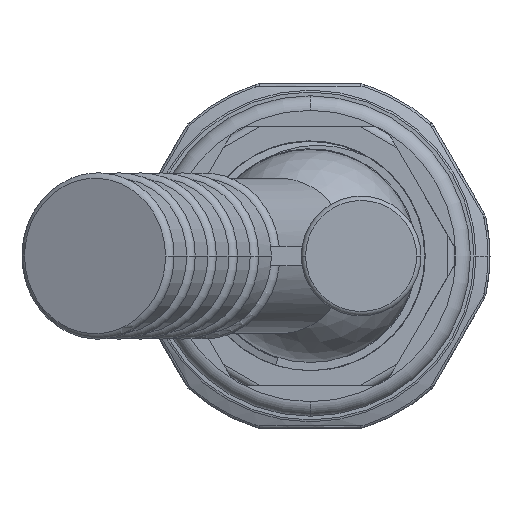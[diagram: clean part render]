
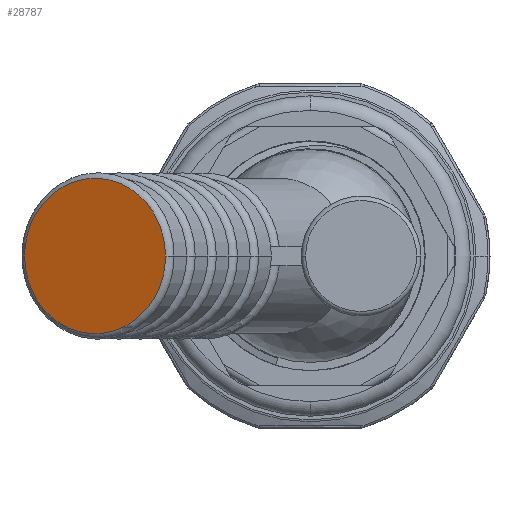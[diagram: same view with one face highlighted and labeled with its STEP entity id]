
A CAD part, front view. The second image highlights one B-rep face of the part: STEP entity #28787.
In plain terms, the highlighted planar face has unit normal (-0.423, -0.906, 0).
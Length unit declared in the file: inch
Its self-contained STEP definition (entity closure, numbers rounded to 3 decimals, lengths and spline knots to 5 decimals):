
#12923=CARTESIAN_POINT('',(-1.56821,-5.53367,0.));
#12924=CARTESIAN_POINT('',(-1.56818,-5.53369,
-0.01634));
#12925=CARTESIAN_POINT('',(-1.56641,-5.53451,
-0.04892));
#12926=CARTESIAN_POINT('',(-1.55872,-5.5381,
-0.09787));
#12927=CARTESIAN_POINT('',(-1.54583,-5.54411,
-0.14566));
#12928=CARTESIAN_POINT('',(-1.52798,-5.55243,
-0.19153));
#12929=CARTESIAN_POINT('',(-1.50547,-5.56293,
-0.23466));
#12930=CARTESIAN_POINT('',(-1.47858,-5.57547,
-0.27462));
#12931=CARTESIAN_POINT('',(-1.44762,-5.5899,
-0.31091));
#12932=CARTESIAN_POINT('',(-1.41304,-5.60603,
-0.34299));
#12933=CARTESIAN_POINT('',(-1.37534,-5.62361,
-0.37039));
#12934=CARTESIAN_POINT('',(-1.33501,-5.64242,
-0.39278));
#12935=CARTESIAN_POINT('',(-1.29258,-5.6622,
-0.40984));
#12936=CARTESIAN_POINT('',(-1.24864,-5.68269,
-0.42135));
#12937=CARTESIAN_POINT('',(-1.20379,-5.7036,
-0.42714));
#12938=CARTESIAN_POINT('',(-1.15864,-5.72466,
-0.42714));
#12939=CARTESIAN_POINT('',(-1.11379,-5.74557,
-0.42135));
#12940=CARTESIAN_POINT('',(-1.06986,-5.76606,
-0.40984));
#12941=CARTESIAN_POINT('',(-1.02743,-5.78584,
-0.39278));
#12942=CARTESIAN_POINT('',(-0.9871,-5.80465,
-0.37039));
#12943=CARTESIAN_POINT('',(-0.94939,-5.82223,
-0.34299));
#12944=CARTESIAN_POINT('',(-0.91482,-5.83836,
-0.31091));
#12945=CARTESIAN_POINT('',(-0.88386,-5.85279,
-0.27462));
#12946=CARTESIAN_POINT('',(-0.85697,-5.86533,
-0.23466));
#12947=CARTESIAN_POINT('',(-0.83446,-5.87583,
-0.19153));
#12948=CARTESIAN_POINT('',(-0.8166,-5.88415,
-0.14566));
#12949=CARTESIAN_POINT('',(-0.80371,-5.89016,
-0.09787));
#12950=CARTESIAN_POINT('',(-0.79603,-5.89375,
-0.04892));
#12951=CARTESIAN_POINT('',(-0.79426,-5.89457,
-0.01634));
#12952=CARTESIAN_POINT('',(-0.79422,-5.89459,0.));
#12957=CARTESIAN_POINT('',(-0.79422,-5.89459,0.));
#12958=CARTESIAN_POINT('',(-0.79426,-5.89457,
0.01634));
#12959=CARTESIAN_POINT('',(-0.79603,-5.89375,
0.04892));
#12960=CARTESIAN_POINT('',(-0.80371,-5.89016,
0.09787));
#12961=CARTESIAN_POINT('',(-0.8166,-5.88415,
0.14566));
#12962=CARTESIAN_POINT('',(-0.83446,-5.87583,
0.19153));
#12963=CARTESIAN_POINT('',(-0.85697,-5.86533,
0.23466));
#12964=CARTESIAN_POINT('',(-0.88386,-5.85279,
0.27462));
#12965=CARTESIAN_POINT('',(-0.91482,-5.83836,
0.31091));
#12966=CARTESIAN_POINT('',(-0.94939,-5.82223,
0.34299));
#12967=CARTESIAN_POINT('',(-0.9871,-5.80465,
0.37039));
#12968=CARTESIAN_POINT('',(-1.02743,-5.78584,
0.39278));
#12969=CARTESIAN_POINT('',(-1.06986,-5.76606,
0.40984));
#12970=CARTESIAN_POINT('',(-1.11379,-5.74557,
0.42135));
#12971=CARTESIAN_POINT('',(-1.15864,-5.72466,
0.42714));
#12972=CARTESIAN_POINT('',(-1.20379,-5.7036,
0.42714));
#12973=CARTESIAN_POINT('',(-1.24864,-5.68269,
0.42135));
#12974=CARTESIAN_POINT('',(-1.29258,-5.6622,
0.40984));
#12975=CARTESIAN_POINT('',(-1.33501,-5.64242,
0.39278));
#12976=CARTESIAN_POINT('',(-1.37534,-5.62361,
0.37039));
#12977=CARTESIAN_POINT('',(-1.41304,-5.60603,
0.34299));
#12978=CARTESIAN_POINT('',(-1.44762,-5.5899,
0.31091));
#12979=CARTESIAN_POINT('',(-1.47858,-5.57547,
0.27462));
#12980=CARTESIAN_POINT('',(-1.50547,-5.56293,
0.23466));
#12981=CARTESIAN_POINT('',(-1.52798,-5.55243,
0.19153));
#12982=CARTESIAN_POINT('',(-1.54583,-5.54411,
0.14566));
#12983=CARTESIAN_POINT('',(-1.55872,-5.5381,
0.09787));
#12984=CARTESIAN_POINT('',(-1.56641,-5.53451,
0.04892));
#12985=CARTESIAN_POINT('',(-1.56818,-5.53369,
0.01634));
#12986=CARTESIAN_POINT('',(-1.56821,-5.53367,0.));
#14110=CARTESIAN_POINT('',(-1.56796,-5.53337,0.));
#14111=VERTEX_POINT('',#14110);
#14112=CARTESIAN_POINT('',(-0.79416,-5.89421,0.));
#14113=VERTEX_POINT('',#14112);
#28778=CARTESIAN_POINT('',(-1.18122,-5.71413,0.));
#28779=DIRECTION('',(-0.423,-0.906,0.));
#28780=DIRECTION('',(0.906,-0.423,0.));
#28781=AXIS2_PLACEMENT_3D('',#28778,#28779,#28780);
#28782=PLANE('',#28781);
#28783=ORIENTED_EDGE('',*,*,#28641,.F.);
#28784=ORIENTED_EDGE('',*,*,#28626,.F.);
#28785=EDGE_LOOP('',(#28783,#28784));
#28786=FACE_OUTER_BOUND('',#28785,.F.);
#12953=B_SPLINE_CURVE_WITH_KNOTS('',3,(#12923,#12924,#12925,#12926,#12927,
#12928,#12929,#12930,#12931,#12932,#12933,#12934,#12935,#12936,#12937,#12938,
#12939,#12940,#12941,#12942,#12943,#12944,#12945,#12946,#12947,#12948,#12949,
#12950,#12951,#12952),.UNSPECIFIED.,.F.,.F.,(4,1,1,1,1,1,1,1,1,1,1,1,1,1,1,1,1,
1,1,1,1,1,1,1,1,1,1,4),(0.,0.03704,0.07407,
0.11111,0.14815,0.18519,0.22222,
0.25926,0.2963,0.33333,0.37037,
0.40741,0.44444,0.48148,0.51852,
0.55556,0.59259,0.62963,0.66667,
0.7037,0.74074,0.77778,0.81481,
0.85185,0.88889,0.92593,0.96296,1.),
.UNSPECIFIED.);
#12987=B_SPLINE_CURVE_WITH_KNOTS('',3,(#12957,#12958,#12959,#12960,#12961,
#12962,#12963,#12964,#12965,#12966,#12967,#12968,#12969,#12970,#12971,#12972,
#12973,#12974,#12975,#12976,#12977,#12978,#12979,#12980,#12981,#12982,#12983,
#12984,#12985,#12986),.UNSPECIFIED.,.F.,.F.,(4,1,1,1,1,1,1,1,1,1,1,1,1,1,1,1,1,
1,1,1,1,1,1,1,1,1,1,4),(0.,0.03704,0.07407,
0.11111,0.14815,0.18519,0.22222,
0.25926,0.2963,0.33333,0.37037,
0.40741,0.44444,0.48148,0.51852,
0.55556,0.59259,0.62963,0.66667,
0.7037,0.74074,0.77778,0.81481,
0.85185,0.88889,0.92593,0.96296,1.),
.UNSPECIFIED.);
#28626=EDGE_CURVE('',#14113,#14111,#12987,.T.);
#28641=EDGE_CURVE('',#14111,#14113,#12953,.T.);
#28787=ADVANCED_FACE('',(#28786),#28782,.T.);
